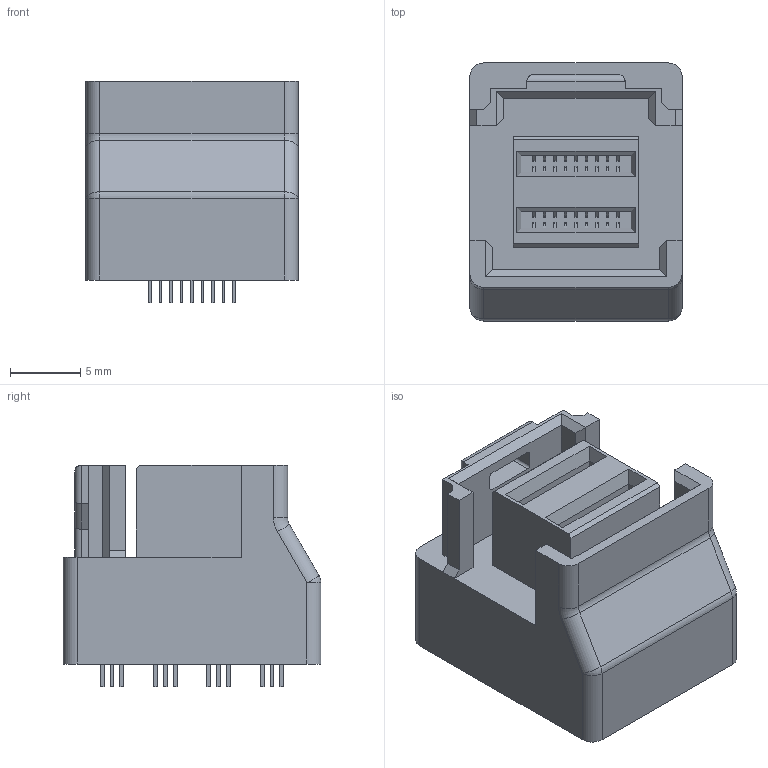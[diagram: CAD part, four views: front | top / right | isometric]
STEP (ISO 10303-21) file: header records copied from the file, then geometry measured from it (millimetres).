
FILE_DESCRIPTION((''),'2;1');
FILE_NAME('C-2227595-1','2017-02-13T',('workeradm'),('Tyco Electronics Ltd.'),'CREO PARAMETRIC BY PTC INC, 2016050','CREO PARAMETRIC BY PTC INC, 2016050','');
FILE_SCHEMA(('AUTOMOTIVE_DESIGN { 1 0 10303 214 1 1 1 1 }'));
Length unit declared in the file: millimetre
Products named in the file (1): C-2227595-1
Bounding box: 15.15 x 18.4 x 15.84 mm (x, y, z)
Volume: 2759.9 mm3; surface area: 2077.9 mm2
Topology: 1 solids, 1 shells, 520 faces, 1273 edges, 834 vertices
Faces by surface type: plane 407, cylinder 101, cone 8, sphere 2, torus 2
Entity records: 15213 total; most frequent: CARTESIAN_POINT 2701, ORIENTED_EDGE 2546, DIRECTION 2507, EDGE_CURVE 1273, VECTOR 1067, LINE 1067, VERTEX_POINT 834, AXIS2_PLACEMENT_3D 720
